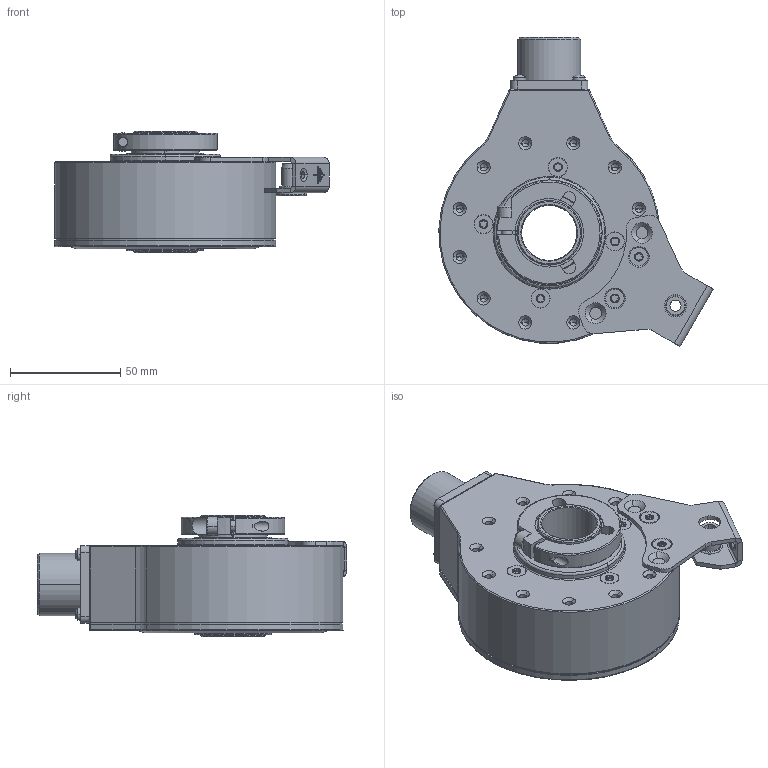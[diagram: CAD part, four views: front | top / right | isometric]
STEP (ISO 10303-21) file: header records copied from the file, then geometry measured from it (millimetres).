
FILE_DESCRIPTION((''),'2;1');
FILE_NAME('784797-01','2013-07-12T',('se2562'),(''),'PRO/ENGINEER BY PARAMETRIC TECHNOLOGY CORPORATION, 2011410','PRO/ENGINEER BY PARAMETRIC TECHNOLOGY CORPORATION, 2011410','');
FILE_SCHEMA(('CONFIG_CONTROL_DESIGN'));
Length unit declared in the file: millimetre
Products named in the file (1): 784797-01
Bounding box: 124.15 x 139.99 x 55 mm (x, y, z)
Volume: 195795.5 mm3; surface area: 85116.2 mm2
Topology: 6 solids, 8 shells, 1695 faces, 4309 edges, 2716 vertices
Faces by surface type: plane 803, cylinder 578, cone 249, torus 56, sphere 8, bspline 1
Entity records: 56574 total; most frequent: CARTESIAN_POINT 15184, DIRECTION 8735, ORIENTED_EDGE 8566, EDGE_CURVE 4283, AXIS2_PLACEMENT_3D 3103, VERTEX_POINT 2716, VECTOR 2529, LINE 2529
